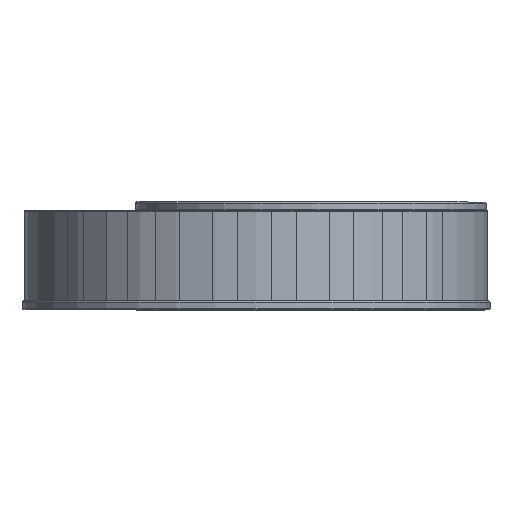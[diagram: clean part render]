
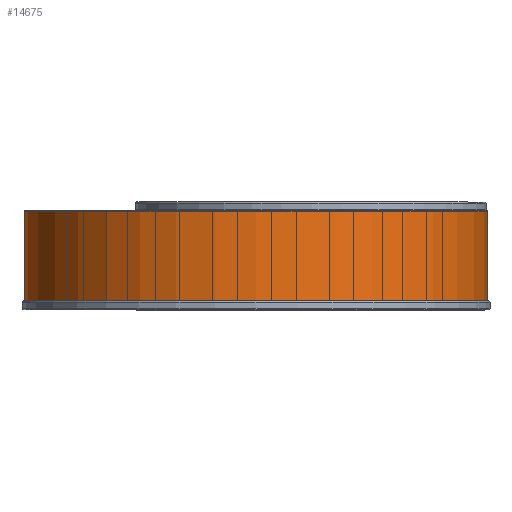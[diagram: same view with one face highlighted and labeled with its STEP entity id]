
A CAD part, left-side view. The second image highlights one B-rep face of the part: STEP entity #14675.
In plain terms, the highlighted cylindrical face has radius 51.511 mm (diameter 103.021 mm), a partial arc.
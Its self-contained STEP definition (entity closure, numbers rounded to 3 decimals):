
#1497=FACE_OUTER_BOUND('',#2775,.T.);
#2775=EDGE_LOOP('',(#8610,#8611,#8612,#8613));
#4095=VERTEX_POINT('',#28748);
#4096=VERTEX_POINT('',#28750);
#4098=VERTEX_POINT('',#28776);
#4106=VERTEX_POINT('',#28804);
#5690=EDGE_CURVE('',#4095,#4096,#17852,.T.);
#5703=EDGE_CURVE('',#4098,#4106,#17860,.T.);
#5707=EDGE_CURVE('',#4096,#4098,#15950,.T.);
#5730=EDGE_CURVE('',#4095,#4106,#15965,.T.);
#8610=ORIENTED_EDGE('',*,*,#5690,.F.);
#8611=ORIENTED_EDGE('',*,*,#5730,.T.);
#8612=ORIENTED_EDGE('',*,*,#5703,.F.);
#8613=ORIENTED_EDGE('',*,*,#5707,.F.);
#14157=CYLINDRICAL_SURFACE('',#19483,51.511);
#14675=ADVANCED_FACE('',(#1497),#14157,.T.);
#15950=LINE('',#28815,#16895);
#15965=LINE('',#28880,#16910);
#16895=VECTOR('',#22294,19.8);
#16910=VECTOR('',#22345,19.8);
#17852=CIRCLE('',#19450,51.511);
#17860=CIRCLE('',#19462,51.511);
#19450=AXIS2_PLACEMENT_3D('',#28751,#22258,#22259);
#19462=AXIS2_PLACEMENT_3D('',#28809,#22284,#22285);
#19483=AXIS2_PLACEMENT_3D('',#28879,#22343,#22344);
#22258=DIRECTION('center_axis',(0.,0.,
-1.));
#22259=DIRECTION('ref_axis',(-1.,0.001,0.));
#22284=DIRECTION('center_axis',(0.,0.,
1.));
#22285=DIRECTION('ref_axis',(-1.,0.001,0.));
#22294=DIRECTION('',(0.,0.,1.));
#22343=DIRECTION('center_axis',(0.,0.,-1.));
#22344=DIRECTION('ref_axis',(0.002,1.,0.));
#22345=DIRECTION('',(0.,0.,1.));
#28748=CARTESIAN_POINT('',(0.,-51.51,-9.9));
#28750=CARTESIAN_POINT('',(0.11,51.51,-9.9));
#28751=CARTESIAN_POINT('Origin',(0.,0.,-9.9));
#28776=CARTESIAN_POINT('',(0.11,51.51,9.9));
#28804=CARTESIAN_POINT('',(0.,-51.51,9.9));
#28809=CARTESIAN_POINT('Origin',(0.,0.,9.9));
#28815=CARTESIAN_POINT('',(0.11,51.51,0.));
#28879=CARTESIAN_POINT('Origin',(0.,0.,0.));
#28880=CARTESIAN_POINT('',(0.,-51.51,0.));
